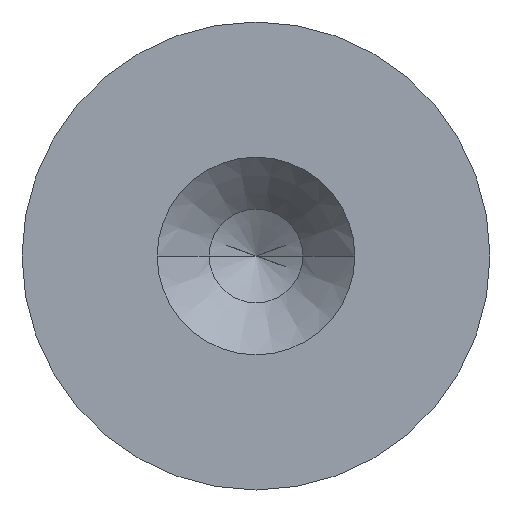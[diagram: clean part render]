
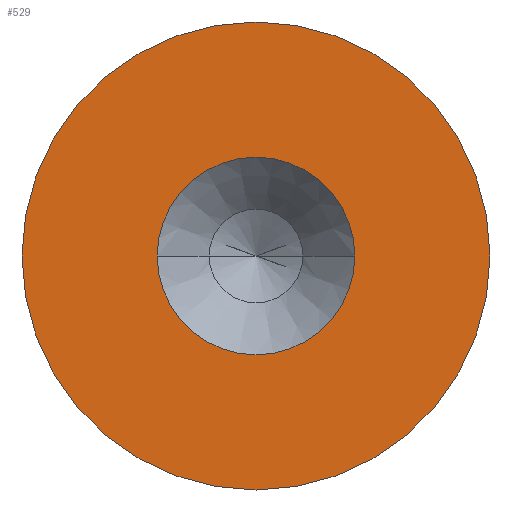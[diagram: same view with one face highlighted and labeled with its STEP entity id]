
A CAD part, front view. The second image highlights one B-rep face of the part: STEP entity #529.
In plain terms, the highlighted planar face has unit normal (0, -1, 0).
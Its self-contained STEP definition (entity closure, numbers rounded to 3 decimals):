
#160=CARTESIAN_POINT('',(-59.912,-0.5,0.));
#161=DIRECTION('',(0.,1.,0.));
#162=DIRECTION('',(1.,0.,0.));
#163=AXIS2_PLACEMENT_3D('',#160,#161,#162);
#165=CARTESIAN_POINT('',(-59.912,-0.5,0.));
#166=DIRECTION('',(0.,1.,0.));
#167=DIRECTION('',(-1.,0.,0.));
#168=AXIS2_PLACEMENT_3D('',#165,#166,#167);
#170=CARTESIAN_POINT('',(-59.912,-0.5,0.));
#171=DIRECTION('',(0.,-1.,0.));
#172=DIRECTION('',(1.,0.,0.));
#173=AXIS2_PLACEMENT_3D('',#170,#171,#172);
#175=CARTESIAN_POINT('',(-59.912,-0.5,0.));
#176=DIRECTION('',(0.,-1.,0.));
#177=DIRECTION('',(-1.,0.,0.));
#178=AXIS2_PLACEMENT_3D('',#175,#176,#177);
#258=CARTESIAN_POINT('',(-57.662,-0.5,0.));
#259=VERTEX_POINT('',#258);
#260=CARTESIAN_POINT('',(-62.162,-0.5,0.));
#261=VERTEX_POINT('',#260);
#262=CARTESIAN_POINT('',(-58.962,-0.5,0.));
#263=CARTESIAN_POINT('',(-60.862,-0.5,0.));
#264=VERTEX_POINT('',#262);
#265=VERTEX_POINT('',#263);
#514=CARTESIAN_POINT('',(-59.912,-0.5,0.));
#515=DIRECTION('',(0.,-1.,0.));
#516=DIRECTION('',(-1.,0.,0.));
#517=AXIS2_PLACEMENT_3D('',#514,#515,#516);
#518=PLANE('',#517);
#519=ORIENTED_EDGE('',*,*,#509,.T.);
#520=ORIENTED_EDGE('',*,*,#493,.T.);
#521=EDGE_LOOP('',(#519,#520));
#522=FACE_OUTER_BOUND('',#521,.F.);
#524=ORIENTED_EDGE('',*,*,#523,.T.);
#526=ORIENTED_EDGE('',*,*,#525,.T.);
#527=EDGE_LOOP('',(#524,#526));
#528=FACE_BOUND('',#527,.F.);
#164=CIRCLE('',#163,2.25);
#169=CIRCLE('',#168,2.25);
#174=CIRCLE('',#173,0.95);
#179=CIRCLE('',#178,0.95);
#493=EDGE_CURVE('',#261,#259,#169,.T.);
#509=EDGE_CURVE('',#259,#261,#164,.T.);
#523=EDGE_CURVE('',#264,#265,#174,.T.);
#525=EDGE_CURVE('',#265,#264,#179,.T.);
#529=ADVANCED_FACE('',(#522,#528),#518,.T.);
